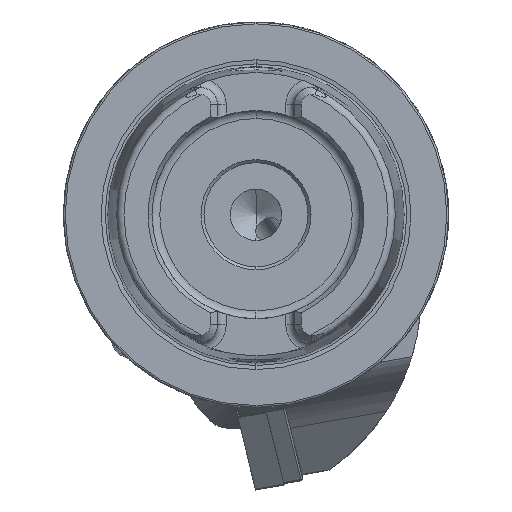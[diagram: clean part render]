
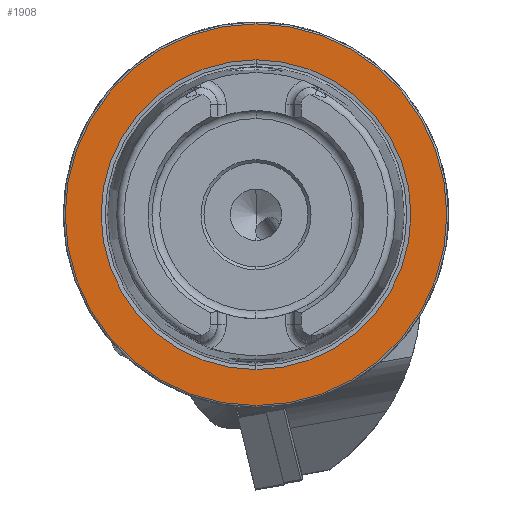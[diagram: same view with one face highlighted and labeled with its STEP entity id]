
A CAD part, left-side view. The second image highlights one B-rep face of the part: STEP entity #1908.
In plain terms, the highlighted planar face has unit normal (-1, 0, 0).
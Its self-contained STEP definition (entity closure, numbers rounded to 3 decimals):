
#28 = CARTESIAN_POINT ( 'NONE',  ( 0., 0., 25.324 ) ) ;
#1908 = ADVANCED_FACE ( 'NONE', ( #15820, #3810 ), #4573, .F. ) ;
#2712 = DIRECTION ( 'NONE',  ( 0., 0., 1. ) ) ;
#3004 = CARTESIAN_POINT ( 'NONE',  ( 0., 0., -25.324 ) ) ;
#3051 = CARTESIAN_POINT ( 'NONE',  ( 0., 0., 0. ) ) ;
#3194 = VERTEX_POINT ( 'NONE', #3004 ) ;
#3810 = FACE_OUTER_BOUND ( 'NONE', #12922, .T. ) ;
#4573 = PLANE ( 'NONE',  #15806 ) ;
#5212 = EDGE_CURVE ( 'NONE', #14455, #9052, #7156, .T. ) ;
#5975 = EDGE_CURVE ( 'NONE', #9052, #14455, #13455, .T. ) ;
#6435 = CARTESIAN_POINT ( 'NONE',  ( 0., 0., 0. ) ) ;
#6489 = VERTEX_POINT ( 'NONE', #28 ) ;
#6564 = DIRECTION ( 'NONE',  ( -1., 0., 0. ) ) ;
#6926 = AXIS2_PLACEMENT_3D ( 'NONE', #6435, #15628, #7711 ) ;
#7156 = CIRCLE ( 'NONE', #15859, 31.2 ) ;
#7310 = DIRECTION ( 'NONE',  ( -1., 0., 0. ) ) ;
#7425 = AXIS2_PLACEMENT_3D ( 'NONE', #15109, #7310, #13907 ) ;
#7711 = DIRECTION ( 'NONE',  ( 0., 0., 1. ) ) ;
#8516 = CARTESIAN_POINT ( 'NONE',  ( 0., 0., 31.2 ) ) ;
#9052 = VERTEX_POINT ( 'NONE', #8516 ) ;
#9938 = DIRECTION ( 'NONE',  ( -1., 0., 0. ) ) ;
#9955 = CARTESIAN_POINT ( 'NONE',  ( 0., 31.2, 0. ) ) ;
#10176 = AXIS2_PLACEMENT_3D ( 'NONE', #14388, #6564, #2712 ) ;
#10288 = ORIENTED_EDGE ( 'NONE', *, *, #12692, .F. ) ;
#10648 = EDGE_LOOP ( 'NONE', ( #10288, #10880 ) ) ;
#10880 = ORIENTED_EDGE ( 'NONE', *, *, #16463, .F. ) ;
#11219 = DIRECTION ( 'NONE',  ( 0., 0., -1. ) ) ;
#12692 = EDGE_CURVE ( 'NONE', #6489, #3194, #15061, .T. ) ;
#12910 = CARTESIAN_POINT ( 'NONE',  ( 0., 0., -31.2 ) ) ;
#12922 = EDGE_LOOP ( 'NONE', ( #14846, #13571 ) ) ;
#13455 = CIRCLE ( 'NONE', #10176, 31.2 ) ;
#13571 = ORIENTED_EDGE ( 'NONE', *, *, #5212, .T. ) ;
#13907 = DIRECTION ( 'NONE',  ( 0., 0., 1. ) ) ;
#14388 = CARTESIAN_POINT ( 'NONE',  ( 0., 0., 0. ) ) ;
#14455 = VERTEX_POINT ( 'NONE', #12910 ) ;
#14846 = ORIENTED_EDGE ( 'NONE', *, *, #5975, .T. ) ;
#15061 = CIRCLE ( 'NONE', #7425, 25.324 ) ;
#15109 = CARTESIAN_POINT ( 'NONE',  ( 0., 0., 0. ) ) ;
#15564 = CIRCLE ( 'NONE', #6926, 25.324 ) ;
#15628 = DIRECTION ( 'NONE',  ( -1., 0., 0. ) ) ;
#15806 = AXIS2_PLACEMENT_3D ( 'NONE', #9955, #16495, #11219 ) ;
#15820 = FACE_BOUND ( 'NONE', #10648, .T. ) ;
#15859 = AXIS2_PLACEMENT_3D ( 'NONE', #3051, #9938, #16361 ) ;
#16361 = DIRECTION ( 'NONE',  ( 0., 0., 1. ) ) ;
#16463 = EDGE_CURVE ( 'NONE', #3194, #6489, #15564, .T. ) ;
#16495 = DIRECTION ( 'NONE',  ( 1., 0., 0. ) ) ;
